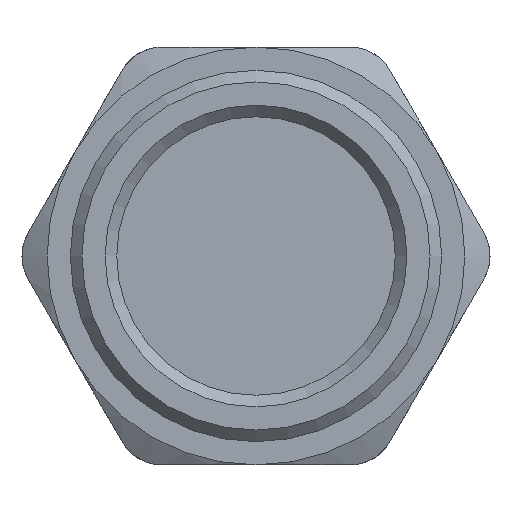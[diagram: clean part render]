
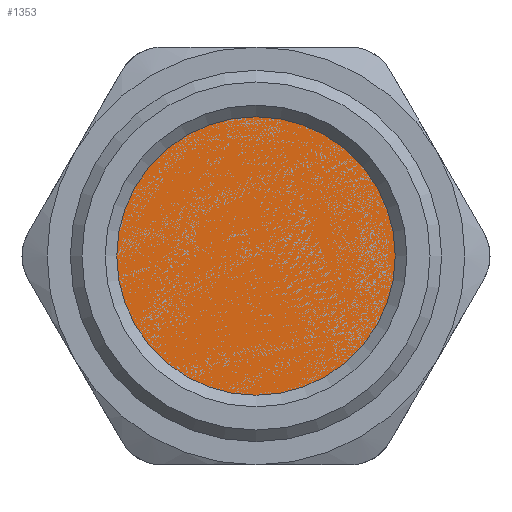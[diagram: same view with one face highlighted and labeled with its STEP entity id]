
A CAD part, front view. The second image highlights one B-rep face of the part: STEP entity #1353.
In plain terms, the highlighted planar face has unit normal (0, 1, 0).
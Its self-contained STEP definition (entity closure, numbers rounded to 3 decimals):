
#443=FACE_OUTER_BOUND('',#525,.T.);
#525=EDGE_LOOP('',(#1249));
#585=CIRCLE('',#1508,8.);
#702=VERTEX_POINT('',#2539);
#885=EDGE_CURVE('',#702,#702,#585,.T.);
#1249=ORIENTED_EDGE('',*,*,#885,.T.);
#1278=PLANE('',#1507);
#1353=ADVANCED_FACE('',(#443),#1278,.T.);
#1507=AXIS2_PLACEMENT_3D('',#2538,#1856,#1857);
#1508=AXIS2_PLACEMENT_3D('',#2540,#1858,#1859);
#1856=DIRECTION('center_axis',(0.,1.,0.));
#1857=DIRECTION('ref_axis',(0.,0.,1.));
#1858=DIRECTION('center_axis',(0.,1.,0.));
#1859=DIRECTION('ref_axis',(-1.,0.,0.));
#2538=CARTESIAN_POINT('Origin',(-8.073,-4.531,0.));
#2539=CARTESIAN_POINT('',(-16.073,-4.531,0.));
#2540=CARTESIAN_POINT('Origin',(-8.073,-4.531,0.));
